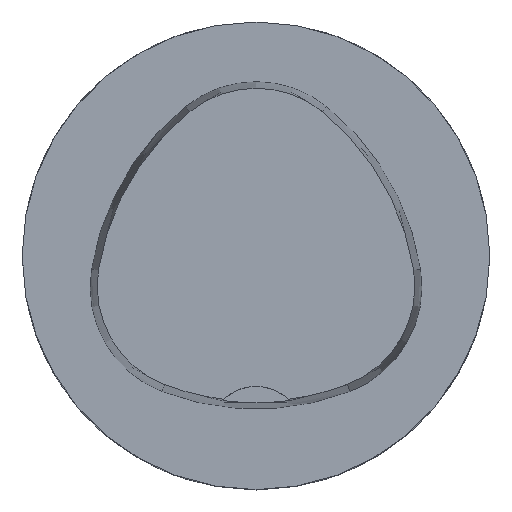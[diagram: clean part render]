
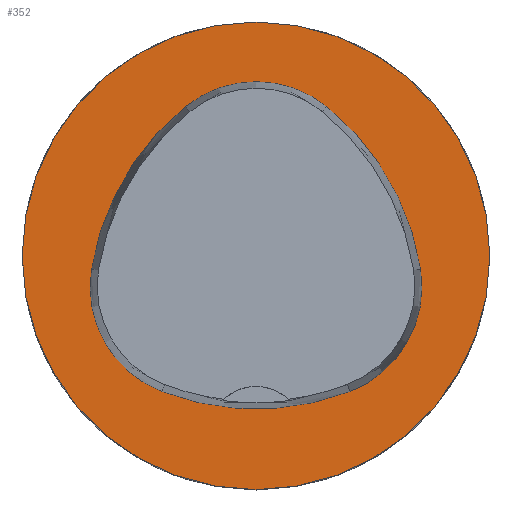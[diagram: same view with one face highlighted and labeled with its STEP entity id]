
A CAD part, top view. The second image highlights one B-rep face of the part: STEP entity #352.
In plain terms, the highlighted planar face has unit normal (0, 0, 1).
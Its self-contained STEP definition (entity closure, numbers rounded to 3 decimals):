
#132=FACE_BOUND('',#650,.T.);
#133=FACE_BOUND('',#651,.T.);
#248=CIRCLE('',#2427,25.);
#249=CIRCLE('',#2433,28.);
#251=CIRCLE('',#2436,12.);
#253=CIRCLE('',#2439,28.);
#255=CIRCLE('',#2442,12.);
#259=CIRCLE('',#2447,28.);
#261=CIRCLE('',#2450,12.);
#352=ADVANCED_FACE('',(#132,#133),#425,.T.);
#425=PLANE('',#2455);
#650=EDGE_LOOP('',(#1231,#1232,#1233,#1234,#1235,#1236));
#651=EDGE_LOOP('',(#1237));
#1231=ORIENTED_EDGE('',*,*,#1839,.T.);
#1232=ORIENTED_EDGE('',*,*,#1819,.T.);
#1233=ORIENTED_EDGE('',*,*,#1823,.T.);
#1234=ORIENTED_EDGE('',*,*,#1826,.T.);
#1235=ORIENTED_EDGE('',*,*,#1829,.T.);
#1236=ORIENTED_EDGE('',*,*,#1837,.T.);
#1237=ORIENTED_EDGE('',*,*,#1810,.F.);
#1525=VERTEX_POINT('',#4601);
#1534=VERTEX_POINT('',#4620);
#1535=VERTEX_POINT('',#4621);
#1538=VERTEX_POINT('',#4629);
#1540=VERTEX_POINT('',#4635);
#1542=VERTEX_POINT('',#4641);
#1549=VERTEX_POINT('',#4662);
#1810=EDGE_CURVE('',#1525,#1525,#248,.T.);
#1819=EDGE_CURVE('',#1534,#1535,#249,.T.);
#1823=EDGE_CURVE('',#1535,#1538,#251,.T.);
#1826=EDGE_CURVE('',#1538,#1540,#253,.T.);
#1829=EDGE_CURVE('',#1540,#1542,#255,.T.);
#1837=EDGE_CURVE('',#1542,#1549,#259,.T.);
#1839=EDGE_CURVE('',#1549,#1534,#261,.T.);
#2427=AXIS2_PLACEMENT_3D('',#4600,#2947,#2948);
#2433=AXIS2_PLACEMENT_3D('',#4619,#2963,#2964);
#2436=AXIS2_PLACEMENT_3D('',#4628,#2971,#2972);
#2439=AXIS2_PLACEMENT_3D('',#4634,#2978,#2979);
#2442=AXIS2_PLACEMENT_3D('',#4640,#2985,#2986);
#2447=AXIS2_PLACEMENT_3D('',#4663,#2997,#2998);
#2450=AXIS2_PLACEMENT_3D('',#4666,#3003,#3004);
#2455=AXIS2_PLACEMENT_3D('',#4671,#3013,#3014);
#2947=DIRECTION('',(0.,0.,-1.));
#2948=DIRECTION('',(-1.,0.,0.));
#2963=DIRECTION('',(0.,0.,-1.));
#2964=DIRECTION('',(-1.,0.,0.));
#2971=DIRECTION('',(0.,0.,-1.));
#2972=DIRECTION('',(-1.,0.,0.));
#2978=DIRECTION('',(0.,0.,-1.));
#2979=DIRECTION('',(-1.,0.,0.));
#2985=DIRECTION('',(0.,0.,-1.));
#2986=DIRECTION('',(-1.,0.,0.));
#2997=DIRECTION('',(0.,0.,-1.));
#2998=DIRECTION('',(-1.,0.,0.));
#3003=DIRECTION('',(0.,0.,-1.));
#3004=DIRECTION('',(-1.,0.,0.));
#3013=DIRECTION('',(0.,0.,1.));
#3014=DIRECTION('',(1.,0.,0.));
#4600=CARTESIAN_POINT('',(0.,0.,0.));
#4601=CARTESIAN_POINT('',(-25.,0.,0.));
#4619=CARTESIAN_POINT('',(10.068,-5.824,0.));
#4620=CARTESIAN_POINT('',(-17.584,-1.424,0.));
#4621=CARTESIAN_POINT('',(-7.531,15.953,0.));
#4628=CARTESIAN_POINT('',(0.011,6.62,0.));
#4629=CARTESIAN_POINT('',(7.567,15.942,0.));
#4634=CARTESIAN_POINT('',(-10.063,-5.81,0.));
#4635=CARTESIAN_POINT('',(17.59,-1.418,0.));
#4640=CARTESIAN_POINT('',(5.739,-3.3,0.));
#4641=CARTESIAN_POINT('',(10.05,-14.499,0.));
#4662=CARTESIAN_POINT('',(-10.025,-14.516,0.));
#4663=CARTESIAN_POINT('',(-0.01,11.631,0.));
#4666=CARTESIAN_POINT('',(-5.733,-3.31,0.));
#4671=CARTESIAN_POINT('',(0.,0.,0.));
